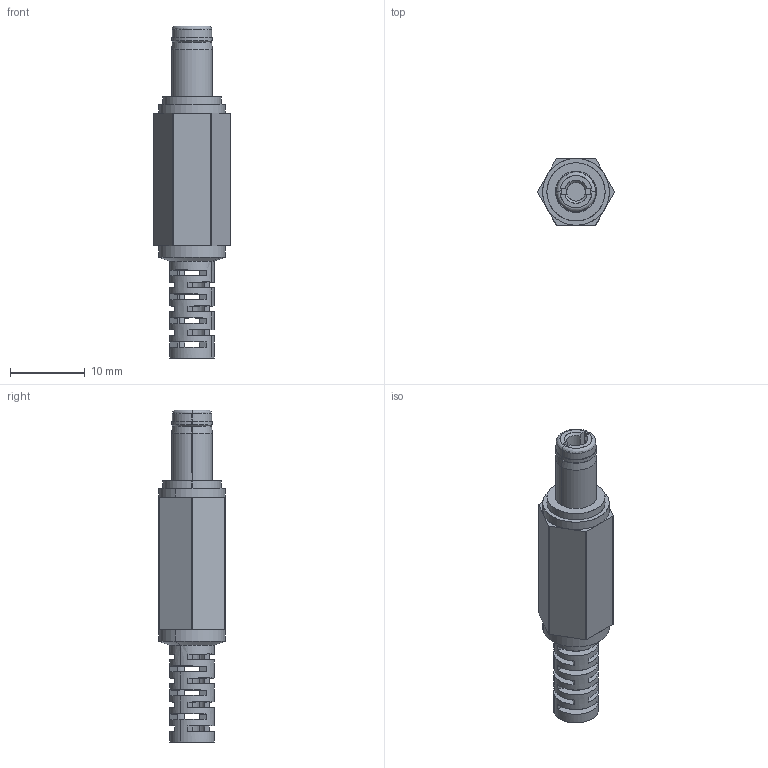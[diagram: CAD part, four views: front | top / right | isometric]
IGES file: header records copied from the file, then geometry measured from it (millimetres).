
Start section: SolidWorks IGES file using analytic representation for surfaces
Global section: file name: KLDX-PA-0202-B_rA2.IGS; native system: SolidWorks 2014; preprocessor: SolidWorks 2014; author: Ckelleher; date: 160811.093908; units: millimetre
Bounding box: 10.3 x 9 x 44.5 mm (x, y, z)
Surface area: 2284.3 mm2 (no closed solid volume)
Topology: 0 solids, 0 shells, 189 faces, 3055 edges, 3055 vertices
Faces by surface type: bspline 114, revolution 75
